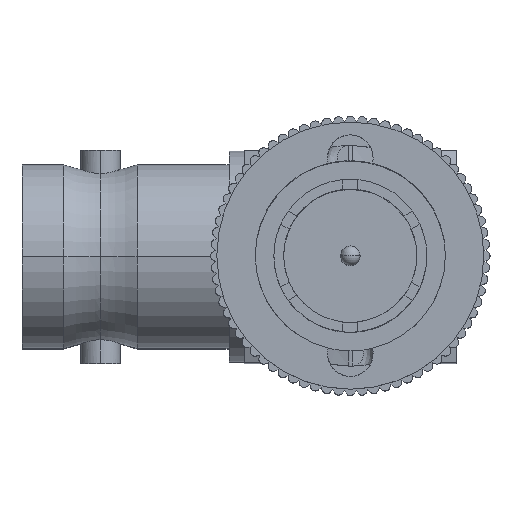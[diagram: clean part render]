
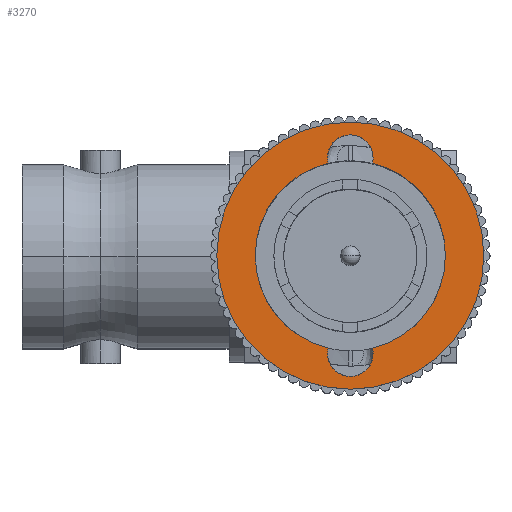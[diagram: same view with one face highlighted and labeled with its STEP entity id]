
A CAD part, top view. The second image highlights one B-rep face of the part: STEP entity #3270.
In plain terms, the highlighted planar face has unit normal (0, 0, 1).
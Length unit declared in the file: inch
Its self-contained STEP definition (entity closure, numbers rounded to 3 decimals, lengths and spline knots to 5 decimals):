
#231 = CARTESIAN_POINT ( 'NONE',  ( -0.194, 0., 0. ) ) ;
#286 = DIRECTION ( 'NONE',  ( 0., 0., 1. ) ) ;
#313 = EDGE_CURVE ( 'NONE', #12482, #5271, #1400, .T. ) ;
#322 = DIRECTION ( 'NONE',  ( 0., 0., 1. ) ) ;
#441 = AXIS2_PLACEMENT_3D ( 'NONE', #6516, #2996, #6567 ) ;
#554 = DIRECTION ( 'NONE',  ( 1., 0., 0. ) ) ;
#1021 = PLANE ( 'NONE',  #1985 ) ;
#1247 = EDGE_LOOP ( 'NONE', ( #8105, #12218 ) ) ;
#1263 = VERTEX_POINT ( 'NONE', #14097 ) ;
#1381 = CARTESIAN_POINT ( 'NONE',  ( 0.0451, -0.18868, 0. ) ) ;
#1400 = CIRCLE ( 'NONE', #2524, 0.194 ) ;
#1545 = AXIS2_PLACEMENT_3D ( 'NONE', #2588, #322, #8202 ) ;
#1651 = CARTESIAN_POINT ( 'NONE',  ( -0.0451, 0.18868, 0. ) ) ;
#1682 = DIRECTION ( 'NONE',  ( 1., 0., 0. ) ) ;
#1765 = CIRCLE ( 'NONE', #6740, 0.0465 ) ;
#1793 = EDGE_LOOP ( 'NONE', ( #11828, #7086, #5350, #13063, #2584, #6381, #10921, #8458, #12766, #2648 ) ) ;
#1861 = EDGE_CURVE ( 'NONE', #8402, #6251, #8925, .T. ) ;
#1985 = AXIS2_PLACEMENT_3D ( 'NONE', #2126, #3234, #10992 ) ;
#2126 = CARTESIAN_POINT ( 'NONE',  ( 0.2725, 0., 0. ) ) ;
#2176 = EDGE_CURVE ( 'NONE', #14297, #12073, #1765, .T. ) ;
#2272 = CIRCLE ( 'NONE', #2580, 0.194 ) ;
#2327 = DIRECTION ( 'NONE',  ( 1., 0., 0. ) ) ;
#2416 = AXIS2_PLACEMENT_3D ( 'NONE', #9704, #8705, #3047 ) ;
#2524 = AXIS2_PLACEMENT_3D ( 'NONE', #3622, #286, #11192 ) ;
#2564 = VERTEX_POINT ( 'NONE', #4165 ) ;
#2580 = AXIS2_PLACEMENT_3D ( 'NONE', #12721, #13823, #1682 ) ;
#2584 = ORIENTED_EDGE ( 'NONE', *, *, #7791, .F. ) ;
#2588 = CARTESIAN_POINT ( 'NONE',  ( 0., 0.2, 0. ) ) ;
#2620 = EDGE_CURVE ( 'NONE', #2564, #1263, #5966, .T. ) ;
#2648 = ORIENTED_EDGE ( 'NONE', *, *, #313, .F. ) ;
#2996 = DIRECTION ( 'NONE',  ( 0., 0., 1. ) ) ;
#3047 = DIRECTION ( 'NONE',  ( 1., 0., 0. ) ) ;
#3086 = AXIS2_PLACEMENT_3D ( 'NONE', #10044, #4372, #2327 ) ;
#3234 = DIRECTION ( 'NONE',  ( 0., 0., 1. ) ) ;
#3270 = ADVANCED_FACE ( 'NONE', ( #8520, #5062 ), #1021, .T. ) ;
#3622 = CARTESIAN_POINT ( 'NONE',  ( 0., 0., 0. ) ) ;
#3790 = CIRCLE ( 'NONE', #2416, 0.0465 ) ;
#3911 = AXIS2_PLACEMENT_3D ( 'NONE', #12912, #14012, #8739 ) ;
#4165 = CARTESIAN_POINT ( 'NONE',  ( -0.2725, 0., 0. ) ) ;
#4343 = CIRCLE ( 'NONE', #441, 0.0465 ) ;
#4372 = DIRECTION ( 'NONE',  ( 0., 0., 1. ) ) ;
#4859 = EDGE_CURVE ( 'NONE', #12073, #13561, #11427, .T. ) ;
#4925 = CARTESIAN_POINT ( 'NONE',  ( 0., 0., 0. ) ) ;
#4952 = CARTESIAN_POINT ( 'NONE',  ( 0., 0.2, 0. ) ) ;
#5062 = FACE_OUTER_BOUND ( 'NONE', #1247, .T. ) ;
#5271 = VERTEX_POINT ( 'NONE', #6156 ) ;
#5350 = ORIENTED_EDGE ( 'NONE', *, *, #4859, .F. ) ;
#5931 = VERTEX_POINT ( 'NONE', #13028 ) ;
#5933 = EDGE_CURVE ( 'NONE', #14049, #12482, #9143, .T. ) ;
#5966 = CIRCLE ( 'NONE', #3086, 0.2725 ) ;
#6033 = AXIS2_PLACEMENT_3D ( 'NONE', #7941, #13420, #7986 ) ;
#6101 = CIRCLE ( 'NONE', #8525, 0.0465 ) ;
#6156 = CARTESIAN_POINT ( 'NONE',  ( -0.0451, -0.18868, 0. ) ) ;
#6251 = VERTEX_POINT ( 'NONE', #11428 ) ;
#6381 = ORIENTED_EDGE ( 'NONE', *, *, #1861, .F. ) ;
#6516 = CARTESIAN_POINT ( 'NONE',  ( 0., -0.2, 0. ) ) ;
#6567 = DIRECTION ( 'NONE',  ( 1., 0., 0. ) ) ;
#6740 = AXIS2_PLACEMENT_3D ( 'NONE', #4952, #13613, #13795 ) ;
#7037 = CARTESIAN_POINT ( 'NONE',  ( 0.0465, 0.2, 0. ) ) ;
#7086 = ORIENTED_EDGE ( 'NONE', *, *, #12950, .F. ) ;
#7261 = DIRECTION ( 'NONE',  ( 0., 0., 1. ) ) ;
#7532 = EDGE_CURVE ( 'NONE', #8639, #5931, #4343, .T. ) ;
#7791 = EDGE_CURVE ( 'NONE', #6251, #14297, #2272, .T. ) ;
#7941 = CARTESIAN_POINT ( 'NONE',  ( 0., 0., 0. ) ) ;
#7986 = DIRECTION ( 'NONE',  ( 1., 0., 0. ) ) ;
#8105 = ORIENTED_EDGE ( 'NONE', *, *, #10928, .T. ) ;
#8202 = DIRECTION ( 'NONE',  ( -1., 0., 0. ) ) ;
#8402 = VERTEX_POINT ( 'NONE', #1381 ) ;
#8414 = AXIS2_PLACEMENT_3D ( 'NONE', #4925, #7261, #554 ) ;
#8458 = ORIENTED_EDGE ( 'NONE', *, *, #7532, .F. ) ;
#8520 = FACE_BOUND ( 'NONE', #1793, .T. ) ;
#8525 = AXIS2_PLACEMENT_3D ( 'NONE', #9863, #9767, #10875 ) ;
#8587 = CIRCLE ( 'NONE', #3911, 0.2725 ) ;
#8639 = VERTEX_POINT ( 'NONE', #10487 ) ;
#8705 = DIRECTION ( 'NONE',  ( 0., 0., 1. ) ) ;
#8739 = DIRECTION ( 'NONE',  ( 1., 0., 0. ) ) ;
#8820 = EDGE_CURVE ( 'NONE', #5271, #8639, #3790, .T. ) ;
#8925 = CIRCLE ( 'NONE', #8414, 0.194 ) ;
#9143 = CIRCLE ( 'NONE', #6033, 0.194 ) ;
#9387 = DIRECTION ( 'NONE',  ( 1., 0., 0. ) ) ;
#9704 = CARTESIAN_POINT ( 'NONE',  ( 0., -0.2, 0. ) ) ;
#9767 = DIRECTION ( 'NONE',  ( 0., 0., 1. ) ) ;
#9863 = CARTESIAN_POINT ( 'NONE',  ( 0., 0.2, 0. ) ) ;
#10044 = CARTESIAN_POINT ( 'NONE',  ( 0., 0., 0. ) ) ;
#10255 = AXIS2_PLACEMENT_3D ( 'NONE', #12843, #12648, #9387 ) ;
#10271 = CIRCLE ( 'NONE', #10255, 0.0465 ) ;
#10487 = CARTESIAN_POINT ( 'NONE',  ( -0.0465, -0.2, 0. ) ) ;
#10875 = DIRECTION ( 'NONE',  ( -1., 0., 0. ) ) ;
#10921 = ORIENTED_EDGE ( 'NONE', *, *, #11609, .F. ) ;
#10928 = EDGE_CURVE ( 'NONE', #1263, #2564, #8587, .T. ) ;
#10992 = DIRECTION ( 'NONE',  ( 1., 0., 0. ) ) ;
#11087 = CARTESIAN_POINT ( 'NONE',  ( 0.0451, 0.18868, 0. ) ) ;
#11192 = DIRECTION ( 'NONE',  ( 1., 0., 0. ) ) ;
#11427 = CIRCLE ( 'NONE', #1545, 0.0465 ) ;
#11428 = CARTESIAN_POINT ( 'NONE',  ( 0.194, 0., 0. ) ) ;
#11609 = EDGE_CURVE ( 'NONE', #5931, #8402, #10271, .T. ) ;
#11828 = ORIENTED_EDGE ( 'NONE', *, *, #5933, .F. ) ;
#12073 = VERTEX_POINT ( 'NONE', #7037 ) ;
#12218 = ORIENTED_EDGE ( 'NONE', *, *, #2620, .T. ) ;
#12482 = VERTEX_POINT ( 'NONE', #231 ) ;
#12648 = DIRECTION ( 'NONE',  ( 0., 0., 1. ) ) ;
#12721 = CARTESIAN_POINT ( 'NONE',  ( 0., 0., 0. ) ) ;
#12766 = ORIENTED_EDGE ( 'NONE', *, *, #8820, .F. ) ;
#12843 = CARTESIAN_POINT ( 'NONE',  ( 0., -0.2, 0. ) ) ;
#12912 = CARTESIAN_POINT ( 'NONE',  ( 0., 0., 0. ) ) ;
#12950 = EDGE_CURVE ( 'NONE', #13561, #14049, #6101, .T. ) ;
#13028 = CARTESIAN_POINT ( 'NONE',  ( 0.0465, -0.2, 0. ) ) ;
#13063 = ORIENTED_EDGE ( 'NONE', *, *, #2176, .F. ) ;
#13420 = DIRECTION ( 'NONE',  ( 0., 0., 1. ) ) ;
#13509 = CARTESIAN_POINT ( 'NONE',  ( -0.0465, 0.2, 0. ) ) ;
#13561 = VERTEX_POINT ( 'NONE', #13509 ) ;
#13613 = DIRECTION ( 'NONE',  ( 0., 0., 1. ) ) ;
#13795 = DIRECTION ( 'NONE',  ( -1., 0., 0. ) ) ;
#13823 = DIRECTION ( 'NONE',  ( 0., 0., 1. ) ) ;
#14012 = DIRECTION ( 'NONE',  ( 0., 0., 1. ) ) ;
#14049 = VERTEX_POINT ( 'NONE', #1651 ) ;
#14097 = CARTESIAN_POINT ( 'NONE',  ( 0.2725, 0., 0. ) ) ;
#14297 = VERTEX_POINT ( 'NONE', #11087 ) ;
